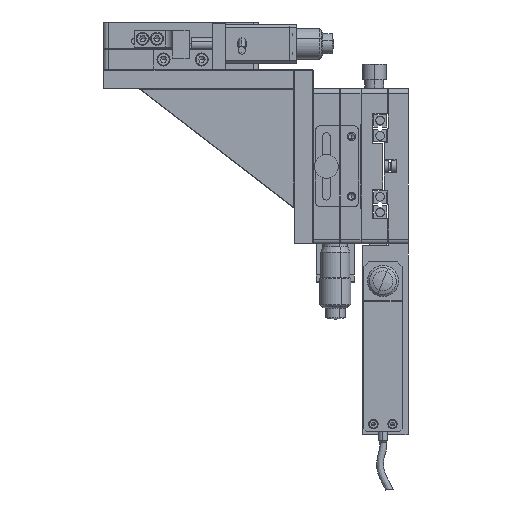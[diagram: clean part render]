
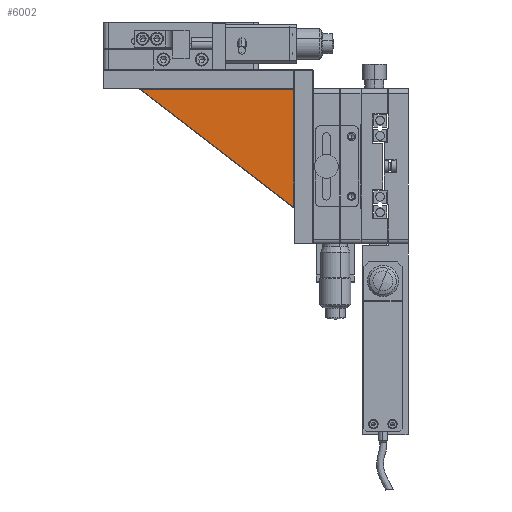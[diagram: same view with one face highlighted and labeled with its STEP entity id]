
A CAD part, left-side view. The second image highlights one B-rep face of the part: STEP entity #6002.
In plain terms, the highlighted planar face has unit normal (-1, 0, 0).
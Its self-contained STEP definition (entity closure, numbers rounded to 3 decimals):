
#4342 = VERTEX_POINT ( 'NONE', #55722 ) ;
#6002 = ADVANCED_FACE ( 'NONE', ( #20319 ), #52734, .T. ) ;
#8045 = VERTEX_POINT ( 'NONE', #42168 ) ;
#8521 = DIRECTION ( 'NONE',  ( -1., 0., 0. ) ) ;
#9112 = EDGE_CURVE ( 'NONE', #12637, #8045, #51764, .T. ) ;
#11086 = CARTESIAN_POINT ( 'NONE',  ( -4., 37.878, -17.341 ) ) ;
#12637 = VERTEX_POINT ( 'NONE', #27642 ) ;
#15078 = VECTOR ( 'NONE', #60341, 1000. ) ;
#17467 = ORIENTED_EDGE ( 'NONE', *, *, #37147, .T. ) ;
#20319 = FACE_OUTER_BOUND ( 'NONE', #43836, .T. ) ;
#22726 = VECTOR ( 'NONE', #46793, 1000. ) ;
#23861 = VECTOR ( 'NONE', #25316, 1000. ) ;
#24475 = LINE ( 'NONE', #11086, #15078 ) ;
#25316 = DIRECTION ( 'NONE',  ( 0., 1., 0. ) ) ;
#26449 = EDGE_CURVE ( 'NONE', #4342, #12637, #51404, .T. ) ;
#27642 = CARTESIAN_POINT ( 'NONE',  ( -4., 38.2, 32.3 ) ) ;
#29274 = ORIENTED_EDGE ( 'NONE', *, *, #26449, .T. ) ;
#37147 = EDGE_CURVE ( 'NONE', #8045, #4342, #24475, .T. ) ;
#40746 = DIRECTION ( 'NONE',  ( 0., 1., 0. ) ) ;
#42168 = CARTESIAN_POINT ( 'NONE',  ( -4., 102.412, 32.3 ) ) ;
#43836 = EDGE_LOOP ( 'NONE', ( #17467, #29274, #62705 ) ) ;
#46793 = DIRECTION ( 'NONE',  ( 0., 0., 1. ) ) ;
#51404 = LINE ( 'NONE', #51577, #22726 ) ;
#51577 = CARTESIAN_POINT ( 'NONE',  ( -4., 38.2, 32.5 ) ) ;
#51764 = LINE ( 'NONE', #54340, #23861 ) ;
#52423 = AXIS2_PLACEMENT_3D ( 'NONE', #53831, #8521, #40746 ) ;
#52734 = PLANE ( 'NONE',  #52423 ) ;
#53831 = CARTESIAN_POINT ( 'NONE',  ( -4., 38., 32.5 ) ) ;
#54340 = CARTESIAN_POINT ( 'NONE',  ( -4., 103., 32.3 ) ) ;
#55722 = CARTESIAN_POINT ( 'NONE',  ( -4., 38.2, -17.094 ) ) ;
#60341 = DIRECTION ( 'NONE',  ( 0., -0.793, -0.61 ) ) ;
#62705 = ORIENTED_EDGE ( 'NONE', *, *, #9112, .T. ) ;
